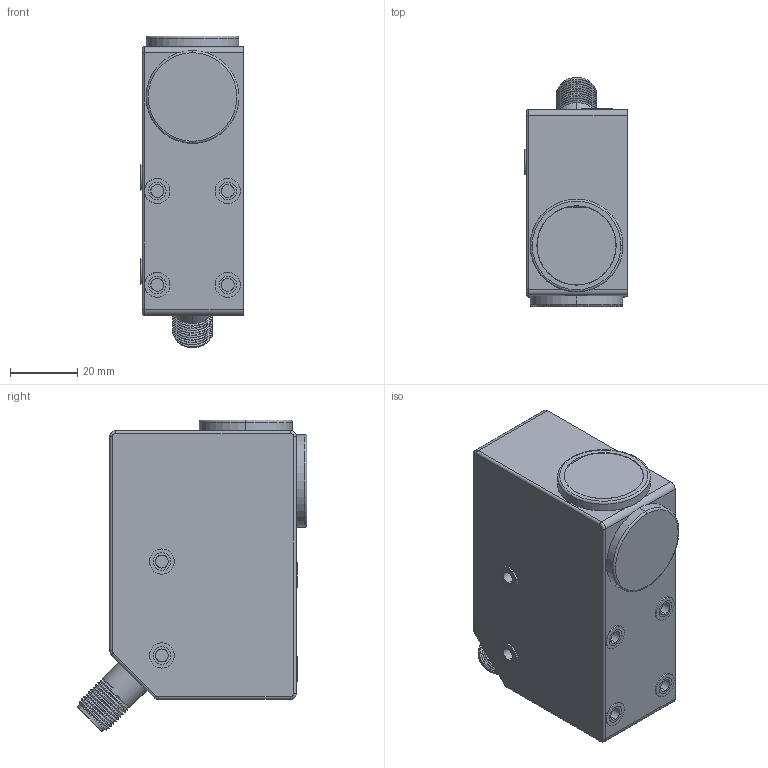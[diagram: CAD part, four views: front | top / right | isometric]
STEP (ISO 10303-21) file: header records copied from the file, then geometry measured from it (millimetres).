
FILE_DESCRIPTION((''),'2;1');
FILE_NAME('141695_ASM','2023-04-28T12:52:18',('banengservice'),('BANNER ENGINEERING'),'CREO PARAMETRIC BY PTC INC, 2022414','CREO PARAMETRIC BY PTC INC, 2022414','');
FILE_SCHEMA(('CONFIG_CONTROL_DESIGN'));
Length unit declared in the file: inch
Products named in the file (11): 59395_AF0; 57819; 55245_AF0; 56530_AF0; 45483; 45482; 44811; 49566_ASM; 44816; 59486_WEB_AF0_ASM; 141695_ASM
Assembly tree (10 placements, depth 4):
  141695_ASM
    59486_WEB_AF0_ASM
      59395_AF0
      57819
      55245_AF0
      56530_AF0
      45483
      49566_ASM
        45482
        44811
      44816
Bounding box: 30.45 x 68.41 x 92.95 mm (x, y, z)
Volume: 46141.7 mm3; surface area: 45390 mm2
Topology: 8 solids, 19 shells, 686 faces, 1679 edges, 1067 vertices
Faces by surface type: cylinder 310, plane 258, bspline 39, torus 31, extrusion 24, cone 12, sphere 10, revolution 2
Entity records: 26585 total; most frequent: CARTESIAN_POINT 10186, DIRECTION 3387, ORIENTED_EDGE 3290, EDGE_CURVE 1667, AXIS2_PLACEMENT_3D 1249, VERTEX_POINT 1067, VECTOR 887, LINE 863
